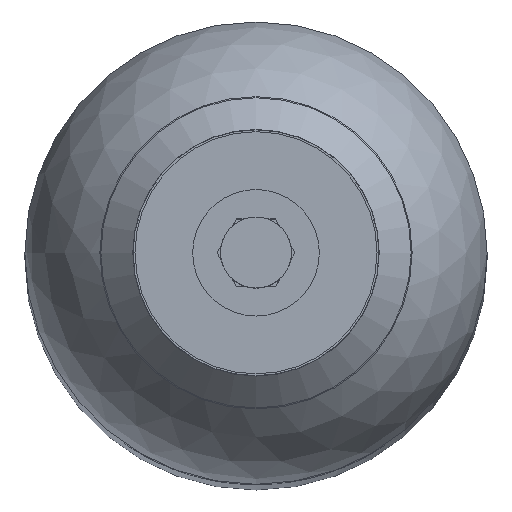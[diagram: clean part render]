
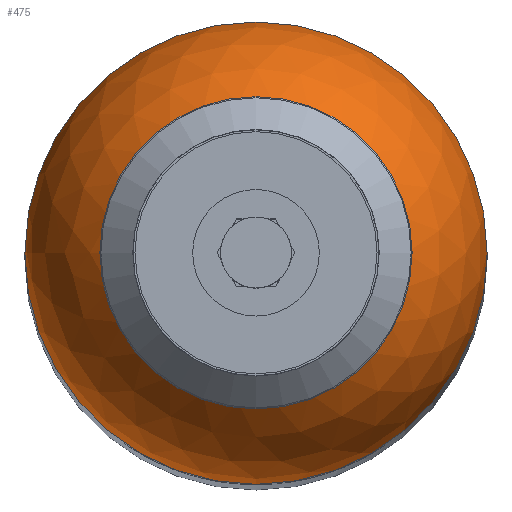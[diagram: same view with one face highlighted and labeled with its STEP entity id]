
A CAD part, top view. The second image highlights one B-rep face of the part: STEP entity #475.
In plain terms, the highlighted spherical face has radius 109.55 mm.
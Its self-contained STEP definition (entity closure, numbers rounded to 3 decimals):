
#475 = ADVANCED_FACE( '', ( #1081, #1082 ), #1083, .T. );
#1081 = FACE_OUTER_BOUND( '', #1809, .T. );
#1082 = FACE_OUTER_BOUND( '', #1810, .T. );
#1083 = SPHERICAL_SURFACE( '', #1811, 109.55 );
#1809 = EDGE_LOOP( '', ( #3591 ) );
#1810 = EDGE_LOOP( '', ( #3592 ) );
#1811 = AXIS2_PLACEMENT_3D( '', #3593, #3594, #3595 );
#3591 = ORIENTED_EDGE( '', *, *, #4783, .F. );
#3592 = ORIENTED_EDGE( '', *, *, #4914, .T. );
#3593 = CARTESIAN_POINT( '', ( 0., 0., 1781.138 ) );
#3594 = DIRECTION( '', ( 0., 0., -1. ) );
#3595 = DIRECTION( '', ( -1., 0., 0. ) );
#4783 = EDGE_CURVE( '', #5612, #5612, #5613, .T. );
#4914 = EDGE_CURVE( '', #5827, #5827, #5828, .T. );
#5612 = VERTEX_POINT( '', #7965 );
#5613 = CIRCLE( '', #7966, 109.55 );
#5827 = VERTEX_POINT( '', #8627 );
#5828 = CIRCLE( '', #8628, 30. );
#7965 = CARTESIAN_POINT( '', ( -109.55, 0., 1781.138 ) );
#7966 = AXIS2_PLACEMENT_3D( '', #9778, #9779, #9780 );
#8627 = CARTESIAN_POINT( '', ( -30., 0., 1886.5 ) );
#8628 = AXIS2_PLACEMENT_3D( '', #9982, #9983, #9984 );
#9778 = CARTESIAN_POINT( '', ( 0., 0., 1781.138 ) );
#9779 = DIRECTION( '', ( 0., 0., -1. ) );
#9780 = DIRECTION( '', ( -1., 0., 0. ) );
#9982 = CARTESIAN_POINT( '', ( 0., 0., 1886.5 ) );
#9983 = DIRECTION( '', ( 0., 0., -1. ) );
#9984 = DIRECTION( '', ( -1., 0., 0. ) );
